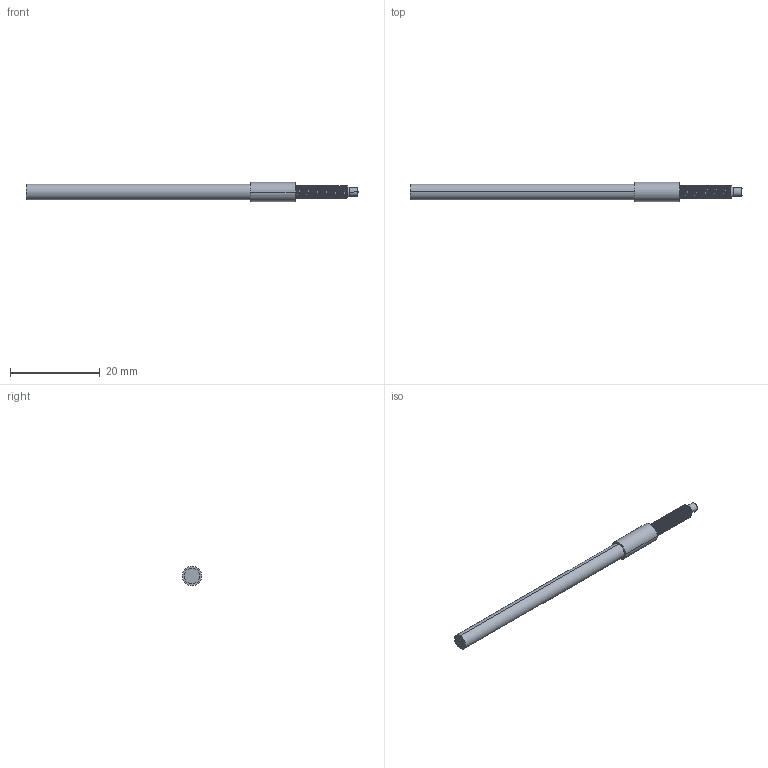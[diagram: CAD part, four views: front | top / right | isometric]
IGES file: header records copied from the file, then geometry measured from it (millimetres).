
Start section:  PTC IGES file: pg-320fp.igs
Global section: file name: pg-320fp.igs; native system: Pro/ENGINEER by Parametric Technology Corporation; preprocessor: 2010280; author: Administrator; organization: Unknown; date: 20180901.100853; units: millimetre
Bounding box: 74 x 4.3 x 4.3 mm (x, y, z)
Surface area: 887.4 mm2 (no closed solid volume)
Topology: 0 solids, 0 shells, 80 faces, 398 edges, 398 vertices
Faces by surface type: revolution 60, bspline 20
